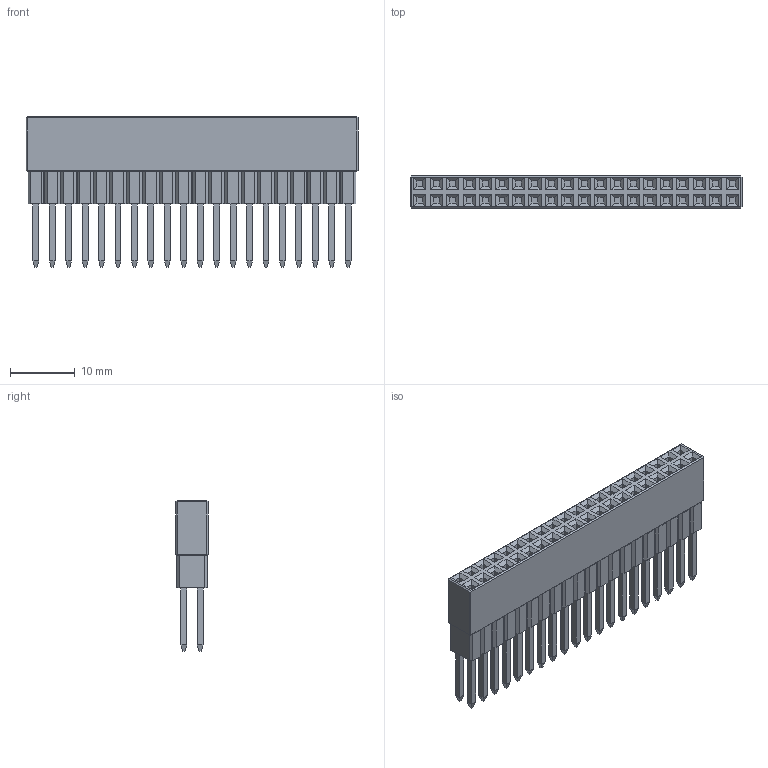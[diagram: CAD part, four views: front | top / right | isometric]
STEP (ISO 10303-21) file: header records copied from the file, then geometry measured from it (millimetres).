
FILE_DESCRIPTION(/* description */ ('STEP AP242','CAx-IF Rec.Pracs.---Representation and Presentation of Product Manufacturing Information (PMI)---4.0---2014-10-13','CAx-IF Rec.Pracs.---3D Tessellated Geometry---0.4---2014-09-14','2;1'),/* implementation_level */ '2;1');
FILE_NAME(/* name */ '65dde5de7547205a34661b33',/* time_stamp */ '2024-02-27T13:38:39Z',/* author */ (''),/* organization */ (''),/* preprocessor_version */ 'ST-DEVELOPER v19.4',/* originating_system */ ' ',/* authorisation */ ' ');
FILE_SCHEMA (('AP242_MANAGED_MODEL_BASED_3D_ENGINEERING_MIM_LF { 1 0 10303 442 1 1 4 }'));
Length unit declared in the file: metre
Products named in the file (42): Part 39; Part 1; Part 2; Part 3; Part 4; Part 5; Part 6; Part 7; Part 8; Part 9; Part 10; Part 11; Part 12; Part 13; Part 14; Part 15; Part 16; Part 17; Part 18; Part 19; Part 20; Part 21; Part 22; Part 23; Part 24; Part 25; Part 26; Part 27; Part 28; Part 29; Part 30; Part 31; Part 32; Part 33; Part 34; Part 35; Part 36; Part 37; Part 38; Part 40 ...
Bounding box: 51.3 x 5 x 23.3 mm (x, y, z)
Volume: 3413.8 mm3; surface area: 4835.6 mm2
Topology: 42 solids, 42 shells, 948 faces, 2128 edges, 1304 vertices
Faces by surface type: plane 948
Entity records: 26389 total; most frequent: CARTESIAN_POINT 4422, ORIENTED_EDGE 4256, DIRECTION 4108, EDGE_CURVE 2128, LINE 2128, VECTOR 2128, VERTEX_POINT 1304, AXIS2_PLACEMENT_3D 990
